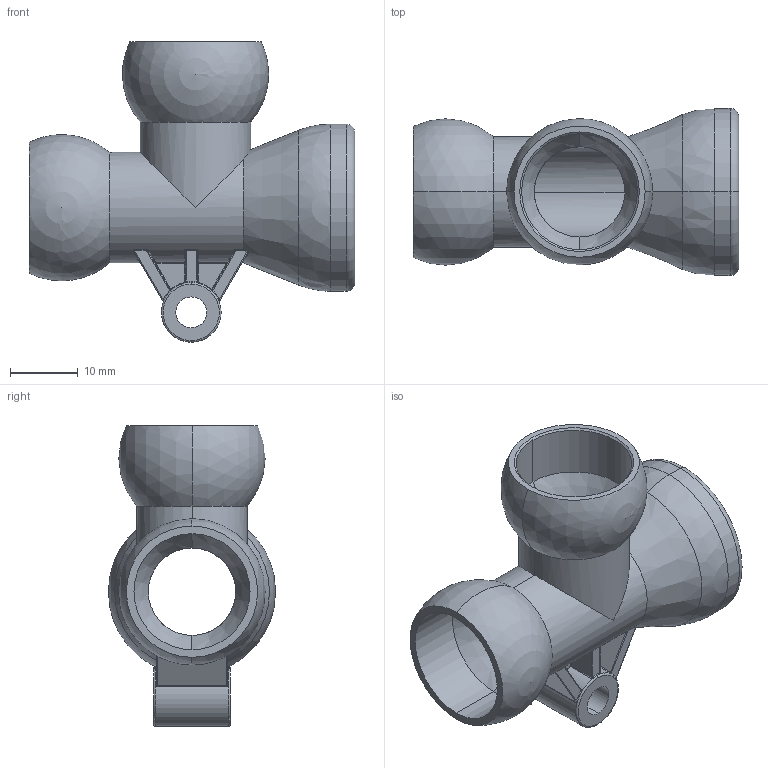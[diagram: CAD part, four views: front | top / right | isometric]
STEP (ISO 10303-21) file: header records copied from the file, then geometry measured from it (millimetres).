
FILE_DESCRIPTION (( 'STEP AP203' ), '1' );
FILE_NAME ('1-2 T Fitting.STEP', '2005-02-04T23:50:49', ( 'mark lockwood' ), ( 'lockwood products inc.' ), 'SwSTEP 2.0', 'SolidWorks 2004146', '' );
FILE_SCHEMA (( 'CONFIG_CONTROL_DESIGN' ));
Length unit declared in the file: inch
Products named in the file (1): 1-2 T Fitting
Bounding box: 47.88 x 24.59 x 44.2 mm (x, y, z)
Volume: 6960.1 mm3; surface area: 8166.3 mm2
Topology: 1 solids, 1 shells, 188 faces, 457 edges, 247 vertices
Faces by surface type: cylinder 72, bspline 35, plane 25, sphere 24, torus 22, cone 10
Entity records: 13516 total; most frequent: CARTESIAN_POINT 9431, DIRECTION 854, ORIENTED_EDGE 844, EDGE_CURVE 422, AXIS2_PLACEMENT_3D 369, VERTEX_POINT 236, CIRCLE 215, EDGE_LOOP 194
